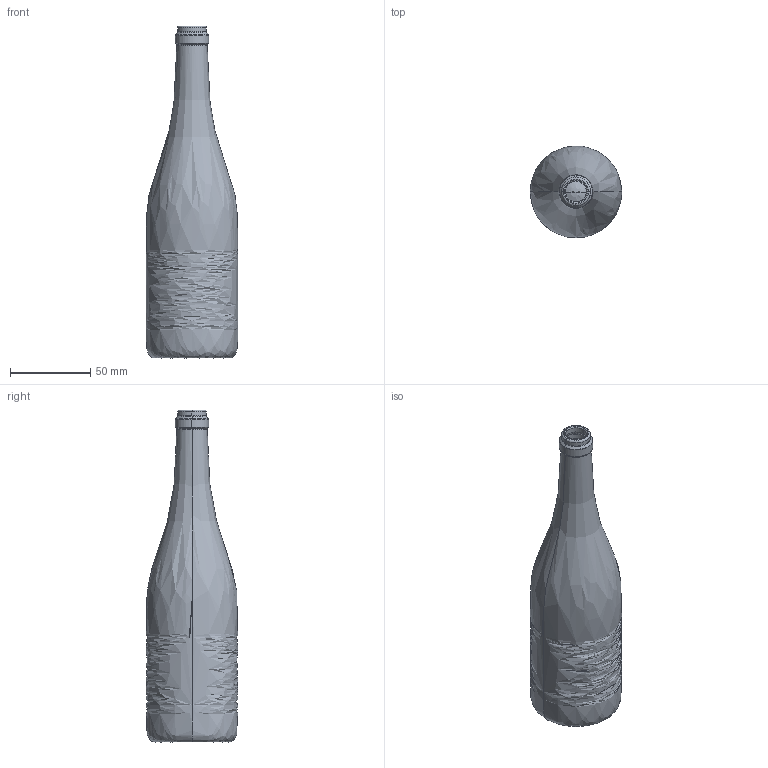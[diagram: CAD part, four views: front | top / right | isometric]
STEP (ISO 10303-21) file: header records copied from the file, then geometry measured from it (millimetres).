
FILE_DESCRIPTION(/* description */ (''),/* implementation_level */ '2;1');
FILE_NAME(/* name */ 'BOTTLE',/* time_stamp */ '2019-08-09T08:22:27+02:00',/* author */ (''),/* organization */ (''),/* preprocessor_version */ 'ST-DEVELOPER v15',/* originating_system */ '',/* authorisation */ '');
FILE_SCHEMA (('AUTOMOTIVE_DESIGN'));
Length unit declared in the file: millimetre
Products named in the file (1): Document
Bounding box: 57.07 x 56.97 x 207.36 mm (x, y, z)
Volume: 103761.6 mm3; surface area: 59717.1 mm2
Topology: 1 solids, 1 shells, 38 faces, 78 edges, 38 vertices
Faces by surface type: bspline 38
Entity records: 8163 total; most frequent: CARTESIAN_POINT 7742, ORIENTED_EDGE 148, EDGE_CURVE 74, ADVANCED_FACE 38, FACE_OUTER_BOUND 38, EDGE_LOOP 38, VERTEX_POINT 38, B_SPLINE_CURVE_WITH_KNOTS 13
